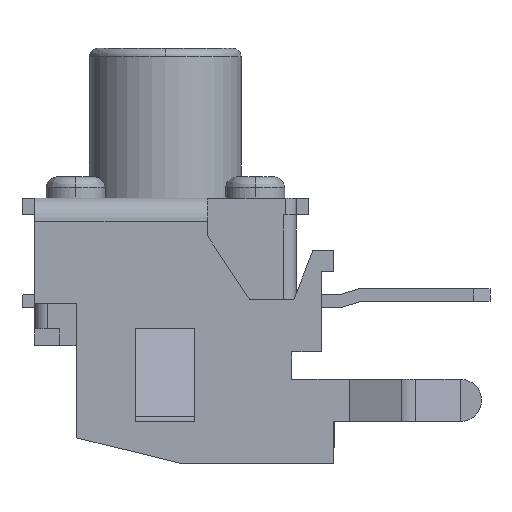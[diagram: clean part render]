
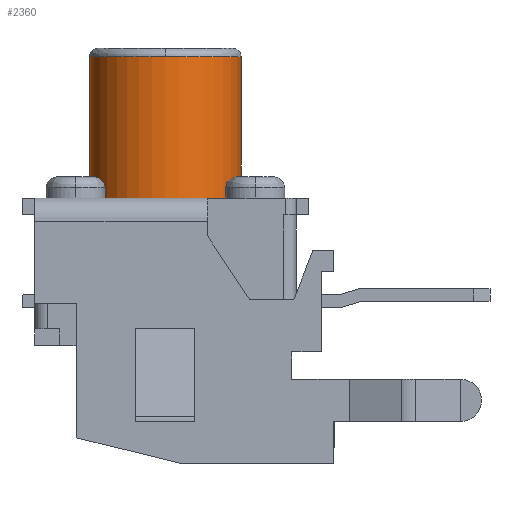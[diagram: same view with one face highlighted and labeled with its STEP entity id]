
A CAD part, left-side view. The second image highlights one B-rep face of the part: STEP entity #2360.
In plain terms, the highlighted cylindrical face has radius 1.8 mm (diameter 3.6 mm), a partial arc.
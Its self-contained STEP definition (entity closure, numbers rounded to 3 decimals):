
#310 = VERTEX_POINT ( 'NONE', #4974 ) ;
#1604 = CARTESIAN_POINT ( 'NONE',  ( 0., -1.8, -0.5 ) ) ;
#1605 = CARTESIAN_POINT ( 'NONE',  ( 0., -1.8, 3.35 ) ) ;
#1606 = CARTESIAN_POINT ( 'NONE',  ( 0., 1.8, -0.5 ) ) ;
#1607 = CARTESIAN_POINT ( 'NONE',  ( 0., 1.8, 3.35 ) ) ;
#1773 = LINE ( 'NONE', #1774, #6279 ) ;
#1774 = CARTESIAN_POINT ( 'NONE',  ( 0., -1.8, 3.35 ) ) ;
#1775 = DIRECTION ( 'NONE',  ( 0., 0., -1. ) ) ;
#2348 = EDGE_CURVE ( 'NONE', #3539, #3538, #5051, .T. ) ;
#2360 = ADVANCED_FACE ( 'NONE', ( #4466 ), #4467, .T. ) ;
#2979 = EDGE_LOOP ( 'NONE', ( #3523, #3524, #3525, #3527, #3528 ) ) ;
#3523 = ORIENTED_EDGE ( 'NONE', *, *, #3678, .F. ) ;
#3524 = ORIENTED_EDGE ( 'NONE', *, *, #6081, .F. ) ;
#3525 = ORIENTED_EDGE ( 'NONE', *, *, #6082, .F. ) ;
#3527 = ORIENTED_EDGE ( 'NONE', *, *, #2348, .T. ) ;
#3528 = ORIENTED_EDGE ( 'NONE', *, *, #6078, .F. ) ;
#3536 = VERTEX_POINT ( 'NONE', #1604 ) ;
#3537 = VERTEX_POINT ( 'NONE', #1605 ) ;
#3538 = VERTEX_POINT ( 'NONE', #1606 ) ;
#3539 = VERTEX_POINT ( 'NONE', #1607 ) ;
#3678 = EDGE_CURVE ( 'NONE', #3537, #3536, #1773, .T. ) ;
#4436 = VECTOR ( 'NONE', #5053, 1000. ) ;
#4463 = AXIS2_PLACEMENT_3D ( 'NONE', #5102, #5103, #5104 ) ;
#4466 = FACE_OUTER_BOUND ( 'NONE', #2979, .T. ) ;
#4467 = CYLINDRICAL_SURFACE ( 'NONE', #4463, 1.8 ) ;
#4974 = CARTESIAN_POINT ( 'NONE',  ( -1.8, 0., 3.35 ) ) ;
#5051 = LINE ( 'NONE', #5052, #4436 ) ;
#5052 = CARTESIAN_POINT ( 'NONE',  ( 0., 1.8, 3.35 ) ) ;
#5053 = DIRECTION ( 'NONE',  ( 0., 0., -1. ) ) ;
#5102 = CARTESIAN_POINT ( 'NONE',  ( 0., 0., 3.35 ) ) ;
#5103 = DIRECTION ( 'NONE',  ( 0., 0., -1. ) ) ;
#5104 = DIRECTION ( 'NONE',  ( 0., 1., 0. ) ) ;
#6078 = EDGE_CURVE ( 'NONE', #3536, #3538, #6244, .T. ) ;
#6081 = EDGE_CURVE ( 'NONE', #310, #3537, #6245, .T. ) ;
#6082 = EDGE_CURVE ( 'NONE', #3539, #310, #6246, .T. ) ;
#6244 = CIRCLE ( 'NONE', #6537, 1.8 ) ;
#6245 = CIRCLE ( 'NONE', #6539, 1.8 ) ;
#6246 = CIRCLE ( 'NONE', #6536, 1.8 ) ;
#6279 = VECTOR ( 'NONE', #1775, 1000. ) ;
#6536 = AXIS2_PLACEMENT_3D ( 'NONE', #7373, #7374, #7375 ) ;
#6537 = AXIS2_PLACEMENT_3D ( 'NONE', #7359, #7360, #7361 ) ;
#6539 = AXIS2_PLACEMENT_3D ( 'NONE', #7370, #7371, #7372 ) ;
#7359 = CARTESIAN_POINT ( 'NONE',  ( 0., 0., -0.5 ) ) ;
#7360 = DIRECTION ( 'NONE',  ( 0., 0., -1. ) ) ;
#7361 = DIRECTION ( 'NONE',  ( 0., 1., 0. ) ) ;
#7370 = CARTESIAN_POINT ( 'NONE',  ( 0., 0., 3.35 ) ) ;
#7371 = DIRECTION ( 'NONE',  ( 0., 0., 1. ) ) ;
#7372 = DIRECTION ( 'NONE',  ( 1., 0., 0. ) ) ;
#7373 = CARTESIAN_POINT ( 'NONE',  ( 0., 0., 3.35 ) ) ;
#7374 = DIRECTION ( 'NONE',  ( 0., 0., 1. ) ) ;
#7375 = DIRECTION ( 'NONE',  ( 1., 0., 0. ) ) ;
